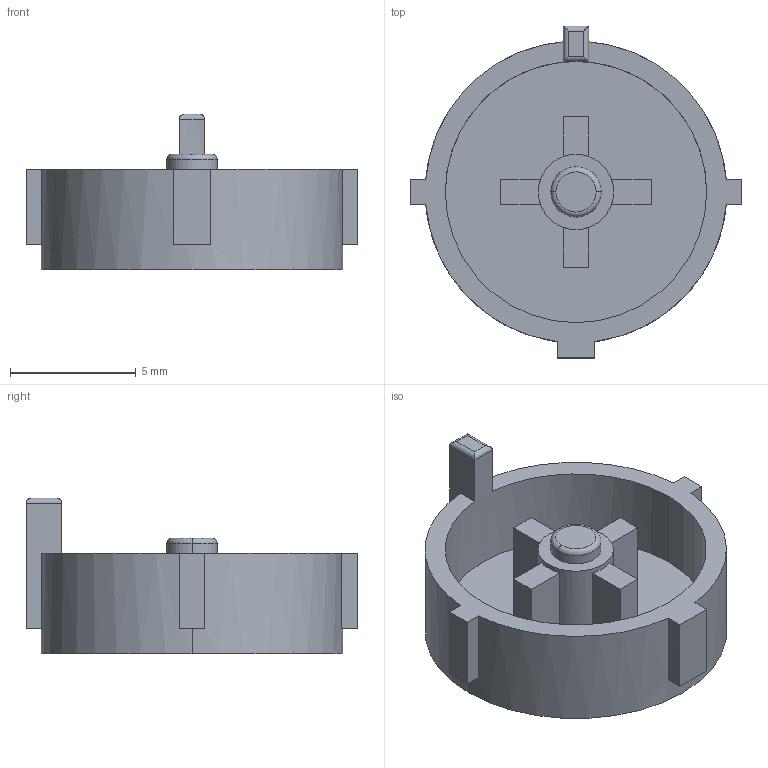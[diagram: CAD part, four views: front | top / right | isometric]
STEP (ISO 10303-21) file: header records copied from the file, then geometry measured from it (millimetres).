
FILE_DESCRIPTION (( 'STEP AP214' ), '1' );
FILE_NAME ('充电线_分线盒_按键帽_锅仔片.STEP', '2022-05-18T11:05:51', ( '' ), ( '' ), 'SwSTEP 2.0', 'SolidWorks 2016', '' );
FILE_SCHEMA (( 'AUTOMOTIVE_DESIGN' ));
Length unit declared in the file: millimetre
Products named in the file (1): 充电线_分线盒_按键帽_锅仔片
Bounding box: 13.2 x 13.2 x 6.2 mm (x, y, z)
Volume: 234.6 mm3; surface area: 583.5 mm2
Topology: 1 solids, 1 shells, 52 faces, 138 edges, 90 vertices
Faces by surface type: plane 38, cylinder 11, torus 3
Entity records: 1657 total; most frequent: CARTESIAN_POINT 301, DIRECTION 279, ORIENTED_EDGE 276, EDGE_CURVE 138, VECTOR 95, LINE 95, AXIS2_PLACEMENT_3D 92, VERTEX_POINT 90
